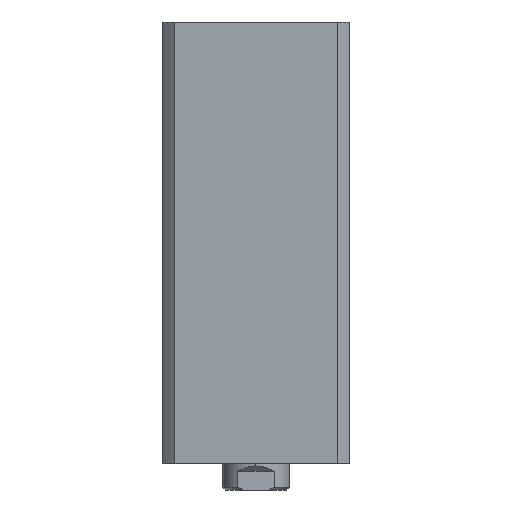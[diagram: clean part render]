
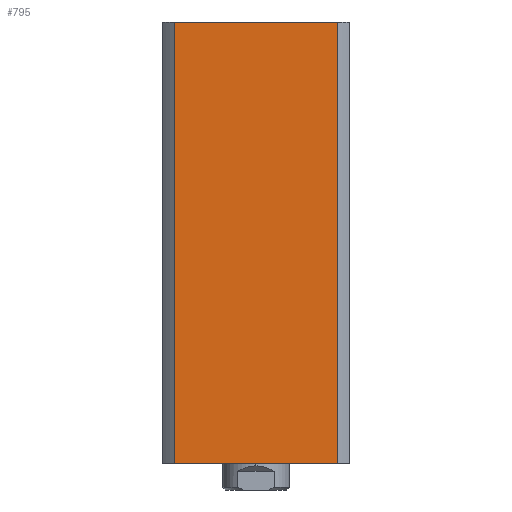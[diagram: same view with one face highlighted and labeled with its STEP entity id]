
A CAD part, left-side view. The second image highlights one B-rep face of the part: STEP entity #795.
In plain terms, the highlighted planar face has unit normal (-1, 0, 0).
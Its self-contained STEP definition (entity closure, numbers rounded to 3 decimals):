
#273 = EDGE_LOOP ( 'NONE', ( #3654, #3655, #3656, #3657 ) ) ;
#395 = LINE ( 'NONE', #2386, #397 ) ;
#396 = LINE ( 'NONE', #2395, #404 ) ;
#397 = VECTOR ( 'NONE', #2380, 1000. ) ;
#398 = LINE ( 'NONE', #2393, #400 ) ;
#399 = LINE ( 'NONE', #2399, #402 ) ;
#400 = VECTOR ( 'NONE', #2389, 1000. ) ;
#402 = VECTOR ( 'NONE', #2401, 1000. ) ;
#404 = VECTOR ( 'NONE', #2402, 1000. ) ;
#795 = ADVANCED_FACE ( 'NONE', ( #1598 ), #1153, .F. ) ;
#1150 = DIRECTION ( 'NONE',  ( 0., 0., -1. ) ) ;
#1151 = DIRECTION ( 'NONE',  ( 1., 0., 0. ) ) ;
#1153 = PLANE ( 'NONE',  #2042 ) ;
#1162 = CARTESIAN_POINT ( 'NONE',  ( -35., 0., 165. ) ) ;
#1335 = VERTEX_POINT ( 'NONE', #2845 ) ;
#1339 = VERTEX_POINT ( 'NONE', #2848 ) ;
#1353 = VERTEX_POINT ( 'NONE', #2862 ) ;
#1379 = VERTEX_POINT ( 'NONE', #2888 ) ;
#1598 = FACE_OUTER_BOUND ( 'NONE', #273, .T. ) ;
#2042 = AXIS2_PLACEMENT_3D ( 'NONE', #1162, #1151, #1150 ) ;
#2380 = DIRECTION ( 'NONE',  ( 0., 0., -1. ) ) ;
#2386 = CARTESIAN_POINT ( 'NONE',  ( -35., 30.615, 165. ) ) ;
#2389 = DIRECTION ( 'NONE',  ( 0., -1., 0. ) ) ;
#2393 = CARTESIAN_POINT ( 'NONE',  ( -35., 0., 0. ) ) ;
#2395 = CARTESIAN_POINT ( 'NONE',  ( -35., 0., 165. ) ) ;
#2399 = CARTESIAN_POINT ( 'NONE',  ( -35., -30.615, 165. ) ) ;
#2401 = DIRECTION ( 'NONE',  ( 0., 0., -1. ) ) ;
#2402 = DIRECTION ( 'NONE',  ( 0., -1., 0. ) ) ;
#2845 = CARTESIAN_POINT ( 'NONE',  ( -35., -30.615, 0. ) ) ;
#2848 = CARTESIAN_POINT ( 'NONE',  ( -35., 30.615, 0. ) ) ;
#2862 = CARTESIAN_POINT ( 'NONE',  ( -35., 30.615, 165. ) ) ;
#2888 = CARTESIAN_POINT ( 'NONE',  ( -35., -30.615, 165. ) ) ;
#3472 = EDGE_CURVE ( 'NONE', #1353, #1339, #395, .T. ) ;
#3474 = EDGE_CURVE ( 'NONE', #1339, #1335, #398, .T. ) ;
#3475 = EDGE_CURVE ( 'NONE', #1379, #1335, #399, .T. ) ;
#3476 = EDGE_CURVE ( 'NONE', #1353, #1379, #396, .T. ) ;
#3654 = ORIENTED_EDGE ( 'NONE', *, *, #3474, .T. ) ;
#3655 = ORIENTED_EDGE ( 'NONE', *, *, #3475, .F. ) ;
#3656 = ORIENTED_EDGE ( 'NONE', *, *, #3476, .F. ) ;
#3657 = ORIENTED_EDGE ( 'NONE', *, *, #3472, .T. ) ;
